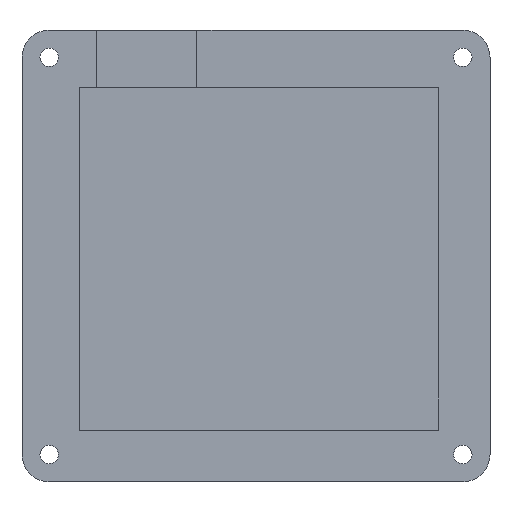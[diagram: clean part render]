
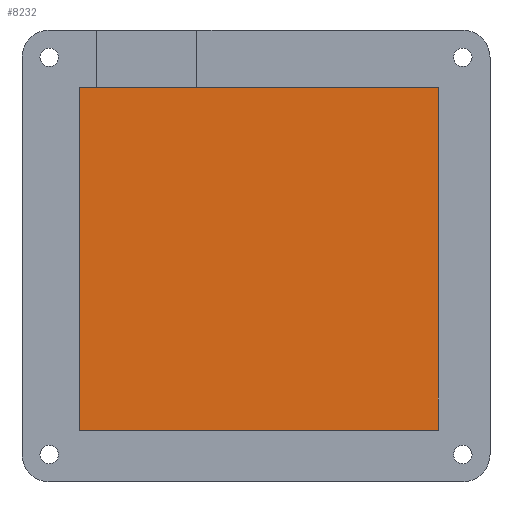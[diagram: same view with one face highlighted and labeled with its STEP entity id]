
A CAD part, top view. The second image highlights one B-rep face of the part: STEP entity #8232.
In plain terms, the highlighted planar face has unit normal (0, 0, 1).
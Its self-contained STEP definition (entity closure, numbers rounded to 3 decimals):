
#1259=FACE_OUTER_BOUND('',#1742,.T.);
#1742=EDGE_LOOP('',(#7552,#7553,#7554,#7555));
#2450=LINE('',#16223,#3151);
#2452=LINE('',#16228,#3153);
#2453=LINE('',#16229,#3154);
#2454=LINE('',#16230,#3155);
#3151=VECTOR('',#9570,10.);
#3153=VECTOR('',#9574,10.);
#3154=VECTOR('',#9575,10.);
#3155=VECTOR('',#9576,10.);
#3964=VERTEX_POINT('',#16220);
#3965=VERTEX_POINT('',#16222);
#3966=VERTEX_POINT('',#16226);
#3967=VERTEX_POINT('',#16227);
#5168=EDGE_CURVE('',#3964,#3965,#2450,.T.);
#5170=EDGE_CURVE('',#3966,#3967,#2452,.T.);
#5171=EDGE_CURVE('',#3965,#3966,#2453,.T.);
#5172=EDGE_CURVE('',#3967,#3964,#2454,.T.);
#7552=ORIENTED_EDGE('',*,*,#5170,.F.);
#7553=ORIENTED_EDGE('',*,*,#5171,.F.);
#7554=ORIENTED_EDGE('',*,*,#5168,.F.);
#7555=ORIENTED_EDGE('',*,*,#5172,.F.);
#7797=PLANE('',#8461);
#8232=ADVANCED_FACE('',(#1259),#7797,.T.);
#8461=AXIS2_PLACEMENT_3D('',#16225,#9572,#9573);
#9570=DIRECTION('',(1.,0.,0.));
#9572=DIRECTION('center_axis',(0.,0.,1.));
#9573=DIRECTION('ref_axis',(1.,0.,0.));
#9574=DIRECTION('',(-1.,0.,0.));
#9575=DIRECTION('',(0.,-1.,0.));
#9576=DIRECTION('',(0.,1.,0.));
#16220=CARTESIAN_POINT('',(-40.,50.,3.));
#16222=CARTESIAN_POINT('',(26.,50.,3.));
#16223=CARTESIAN_POINT('',(-23.5,50.,3.));
#16225=CARTESIAN_POINT('Origin',(-7.,18.5,3.));
#16226=CARTESIAN_POINT('',(26.,-13.,3.));
#16227=CARTESIAN_POINT('',(-40.,-13.,3.));
#16228=CARTESIAN_POINT('',(9.5,-13.,3.));
#16229=CARTESIAN_POINT('',(26.,34.25,3.));
#16230=CARTESIAN_POINT('',(-40.,2.75,3.));
